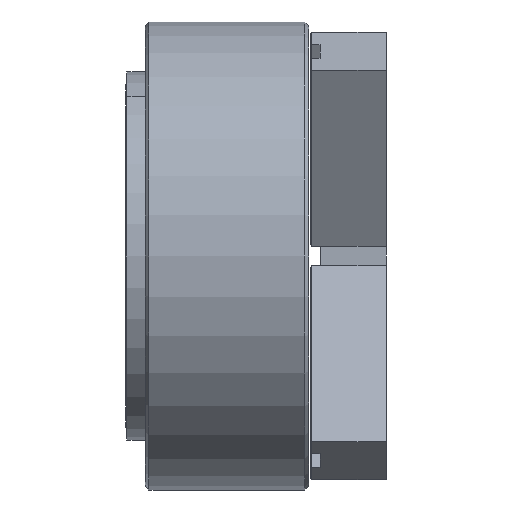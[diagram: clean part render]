
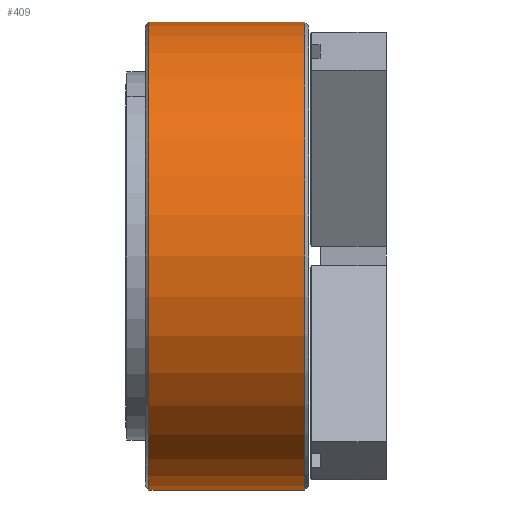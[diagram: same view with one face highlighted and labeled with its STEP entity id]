
A CAD part, front view. The second image highlights one B-rep face of the part: STEP entity #409.
In plain terms, the highlighted cylindrical face has radius 190.5 mm (diameter 381 mm), a partial arc.
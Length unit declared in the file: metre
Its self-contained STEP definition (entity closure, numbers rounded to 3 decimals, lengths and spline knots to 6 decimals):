
#405 = ORIENTED_EDGE ( 'NONE', *, *, #24103, .F. ) ;
#408 = ORIENTED_EDGE ( 'NONE', *, *, #452, .T. ) ;
#409 = ADVANCED_FACE ( 'NONE', ( #20148 ), #20198, .T. ) ;
#413 = EDGE_LOOP ( 'NONE', ( #405, #408, #459, #449 ) ) ;
#449 = ORIENTED_EDGE ( 'NONE', *, *, #468, .T. ) ;
#452 = EDGE_CURVE ( 'NONE', #23549, #23545, #20258, .T. ) ;
#459 = ORIENTED_EDGE ( 'NONE', *, *, #24108, .T. ) ;
#468 = EDGE_CURVE ( 'NONE', #22928, #23557, #20285, .T. ) ;
#4021 = CARTESIAN_POINT ( 'NONE',  ( -0.003, 0., -0.1905 ) ) ;
#4925 = CARTESIAN_POINT ( 'NONE',  ( -0.13, 0., 0.1905 ) ) ;
#4940 = CARTESIAN_POINT ( 'NONE',  ( -0.13, 0., -0.1905 ) ) ;
#4975 = CARTESIAN_POINT ( 'NONE',  ( -0.003, 0., 0.1905 ) ) ;
#5883 = DIRECTION ( 'NONE',  ( 1., 0., 0. ) ) ;
#5884 = CARTESIAN_POINT ( 'NONE',  ( 0., 0., -0.1905 ) ) ;
#5892 = VECTOR ( 'NONE', #5883, 1. ) ;
#5941 = DIRECTION ( 'NONE',  ( 1., 0., 0. ) ) ;
#5942 = VECTOR ( 'NONE', #5941, 1. ) ;
#5943 = CARTESIAN_POINT ( 'NONE',  ( 0., 0., 0.1905 ) ) ;
#5944 = LINE ( 'NONE', #5943, #5942 ) ;
#5947 = LINE ( 'NONE', #5884, #5892 ) ;
#20127 = DIRECTION ( 'NONE',  ( 0., 0., -1. ) ) ;
#20148 = FACE_OUTER_BOUND ( 'NONE', #413, .T. ) ;
#20194 = AXIS2_PLACEMENT_3D ( 'NONE', #20231, #20230, #20127 ) ;
#20198 = CYLINDRICAL_SURFACE ( 'NONE', #20194, 0.1905 ) ;
#20230 = DIRECTION ( 'NONE',  ( 1., 0., 0. ) ) ;
#20231 = CARTESIAN_POINT ( 'NONE',  ( 0., 0., 0. ) ) ;
#20254 = DIRECTION ( 'NONE',  ( 0., 0., -1. ) ) ;
#20255 = DIRECTION ( 'NONE',  ( -1., 0., 0. ) ) ;
#20256 = CARTESIAN_POINT ( 'NONE',  ( -0.003, 0., 0. ) ) ;
#20257 = AXIS2_PLACEMENT_3D ( 'NONE', #20256, #20255, #20254 ) ;
#20258 = CIRCLE ( 'NONE', #20323, 0.1905 ) ;
#20285 = CIRCLE ( 'NONE', #20257, 0.1905 ) ;
#20286 = DIRECTION ( 'NONE',  ( 0., 0., 1. ) ) ;
#20321 = DIRECTION ( 'NONE',  ( 1., 0., 0. ) ) ;
#20322 = CARTESIAN_POINT ( 'NONE',  ( -0.13, 0., 0. ) ) ;
#20323 = AXIS2_PLACEMENT_3D ( 'NONE', #20322, #20321, #20286 ) ;
#22928 = VERTEX_POINT ( 'NONE', #4021 ) ;
#23545 = VERTEX_POINT ( 'NONE', #4940 ) ;
#23549 = VERTEX_POINT ( 'NONE', #4925 ) ;
#23557 = VERTEX_POINT ( 'NONE', #4975 ) ;
#24103 = EDGE_CURVE ( 'NONE', #23549, #23557, #5944, .T. ) ;
#24108 = EDGE_CURVE ( 'NONE', #23545, #22928, #5947, .T. ) ;
